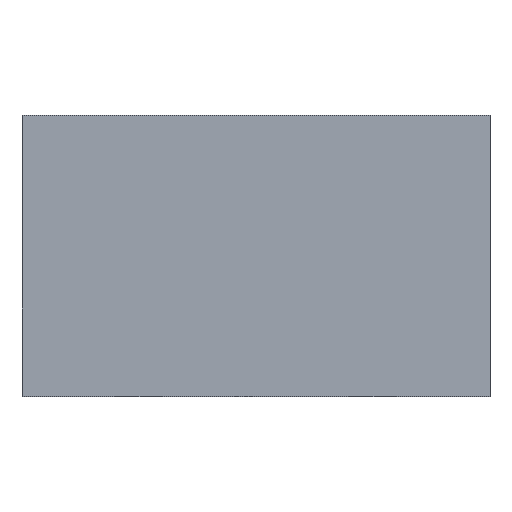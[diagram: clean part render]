
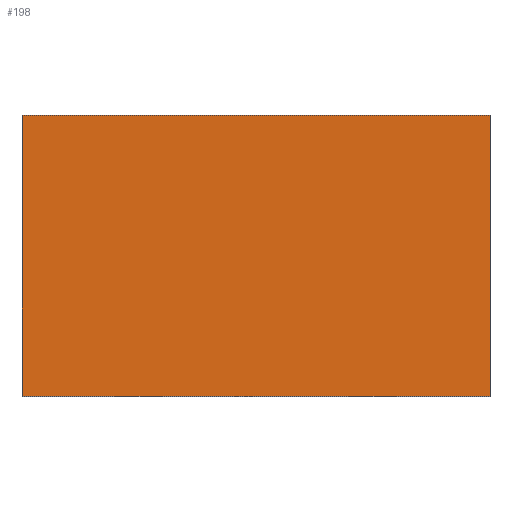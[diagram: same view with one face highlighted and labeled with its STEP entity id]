
A CAD part, top view. The second image highlights one B-rep face of the part: STEP entity #198.
In plain terms, the highlighted planar face has unit normal (0, 0, 1).
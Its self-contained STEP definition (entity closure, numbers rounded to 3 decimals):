
#198=ADVANCED_FACE('0:52',(#393),#394,.F.);
#393=FACE_OUTER_BOUND('',#611,.T.);
#394=PLANE('',#612);
#611=EDGE_LOOP('',(#866,#867,#868,#869));
#612=AXIS2_PLACEMENT_3D('',#870,#871,#872);
#866=ORIENTED_EDGE('',*,*,#1368,.T.);
#867=ORIENTED_EDGE('',*,*,#1356,.T.);
#868=ORIENTED_EDGE('',*,*,#1343,.T.);
#869=ORIENTED_EDGE('',*,*,#1380,.T.);
#870=CARTESIAN_POINT('',(0.0,0.0,0.38));
#871=DIRECTION('',(0.0,0.0,-1.0));
#872=DIRECTION('',(-1.0,0.,0.0));
#1343=EDGE_CURVE('0:175',#1555,#1556,#1557,.T.);
#1356=EDGE_CURVE('0:211',#1580,#1555,#1581,.T.);
#1368=EDGE_CURVE('0:244',#1602,#1580,#1603,.T.);
#1380=EDGE_CURVE('0:277',#1556,#1602,#1624,.T.);
#1555=VERTEX_POINT('NONE',#1863);
#1556=VERTEX_POINT('NONE',#1864);
#1557=LINE('',#1865,#1866);
#1580=VERTEX_POINT('NONE',#1900);
#1581=LINE('',#1901,#1902);
#1602=VERTEX_POINT('NONE',#1933);
#1603=LINE('',#1934,#1935);
#1624=LINE('',#1966,#1967);
#1863=CARTESIAN_POINT('',(0.5,0.3,0.38));
#1864=CARTESIAN_POINT('',(-0.5,0.3,0.38));
#1865=CARTESIAN_POINT('',(-0.5,0.3,0.38));
#1866=VECTOR('',#2314,1.0);
#1900=CARTESIAN_POINT('',(0.5,-0.3,0.38));
#1901=CARTESIAN_POINT('',(0.5,0.3,0.38));
#1902=VECTOR('',#2326,1.0);
#1933=CARTESIAN_POINT('',(-0.5,-0.3,0.38));
#1934=CARTESIAN_POINT('',(0.5,-0.3,0.38));
#1935=VECTOR('',#2337,1.0);
#1966=CARTESIAN_POINT('',(-0.5,-0.3,0.38));
#1967=VECTOR('',#2348,1.0);
#2314=DIRECTION('',(-1.0,0.,-0.0));
#2326=DIRECTION('',(0.,1.0,0.0));
#2337=DIRECTION('',(1.0,0.,0.0));
#2348=DIRECTION('',(0.,-1.0,0.0));
